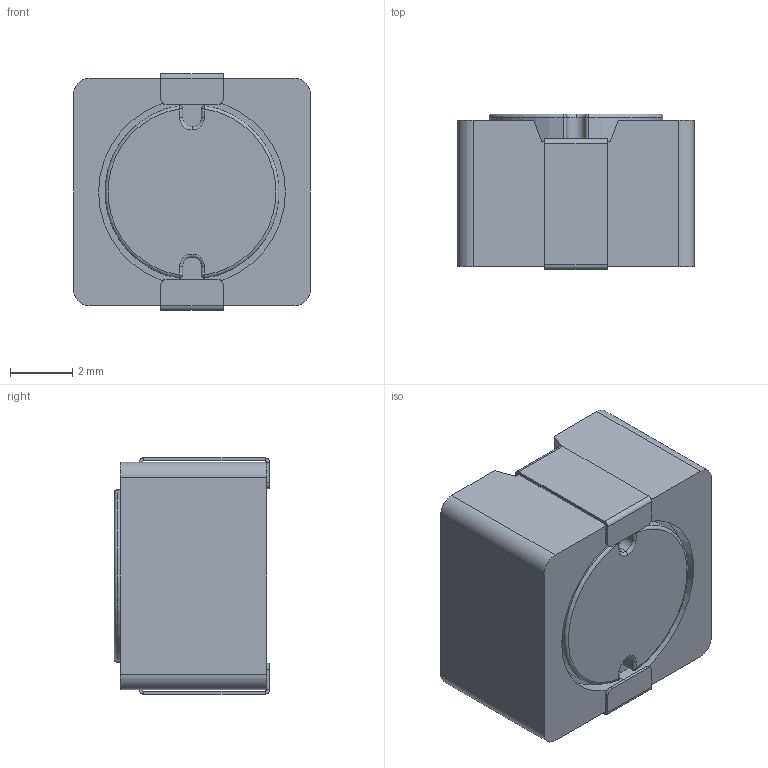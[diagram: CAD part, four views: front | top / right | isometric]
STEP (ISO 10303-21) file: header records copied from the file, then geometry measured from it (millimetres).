
FILE_DESCRIPTION (( 'STEP AP214' ), '1' );
FILE_NAME ('Type 9.STEP', '2020-01-28T11:51:15', ( '' ), ( '' ), 'SwSTEP 2.0', 'SolidWorks 2017', '' );
FILE_SCHEMA (( 'AUTOMOTIVE_DESIGN' ));
Length unit declared in the file: millimetre
Products named in the file (1): Type 9
Bounding box: 7.6 x 5 x 7.6 mm (x, y, z)
Volume: 259 mm3; surface area: 340.9 mm2
Topology: 4 solids, 4 shells, 142 faces, 327 edges, 189 vertices
Faces by surface type: plane 62, cylinder 58, sphere 12, torus 10
Entity records: 3979 total; most frequent: DIRECTION 744, CARTESIAN_POINT 663, ORIENTED_EDGE 638, EDGE_CURVE 319, AXIS2_PLACEMENT_3D 286, VERTEX_POINT 189, VECTOR 172, LINE 172
